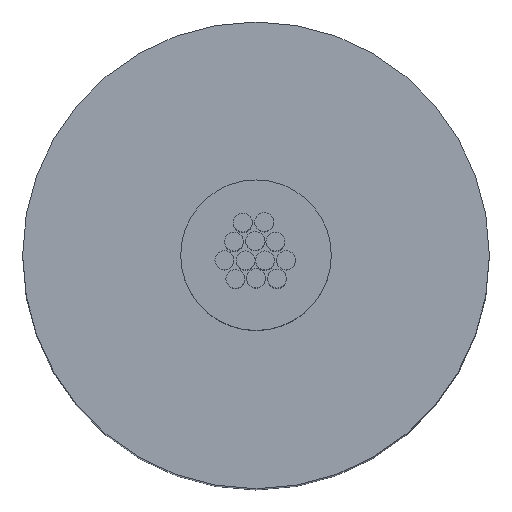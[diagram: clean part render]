
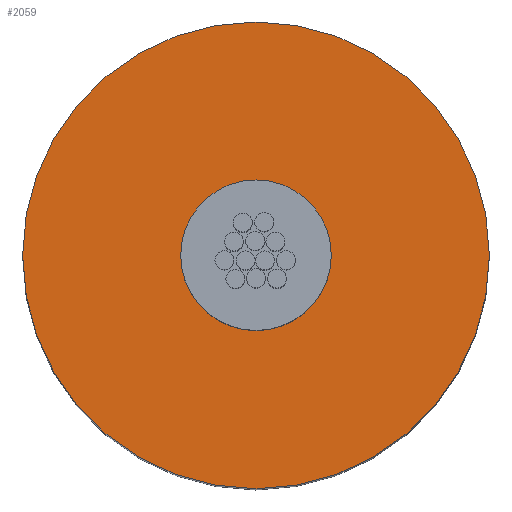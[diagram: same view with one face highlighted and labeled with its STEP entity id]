
A CAD part, top view. The second image highlights one B-rep face of the part: STEP entity #2059.
In plain terms, the highlighted planar face has unit normal (0, 0, 1).
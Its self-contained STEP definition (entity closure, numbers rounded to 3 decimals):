
#49 = EDGE_CURVE ( 'NONE', #3006, #622, #1597, .T. ) ;
#133 = AXIS2_PLACEMENT_3D ( 'NONE', #2967, #3207, #1022 ) ;
#308 = ORIENTED_EDGE ( 'NONE', *, *, #3113, .F. ) ;
#415 = CARTESIAN_POINT ( 'NONE',  ( 0., 0., 19.5 ) ) ;
#446 = DIRECTION ( 'NONE',  ( 1., 0., 0. ) ) ;
#495 = FACE_OUTER_BOUND ( 'NONE', #611, .T. ) ;
#581 = ORIENTED_EDGE ( 'NONE', *, *, #2665, .T. ) ;
#611 = EDGE_LOOP ( 'NONE', ( #1510, #581 ) ) ;
#622 = VERTEX_POINT ( 'NONE', #2113 ) ;
#673 = AXIS2_PLACEMENT_3D ( 'NONE', #415, #2379, #913 ) ;
#913 = DIRECTION ( 'NONE',  ( 1., 0., 0. ) ) ;
#955 = DIRECTION ( 'NONE',  ( 1., 0., 0. ) ) ;
#1022 = DIRECTION ( 'NONE',  ( 1., 0., 0. ) ) ;
#1052 = VERTEX_POINT ( 'NONE', #1687 ) ;
#1245 = AXIS2_PLACEMENT_3D ( 'NONE', #1387, #2632, #3118 ) ;
#1320 = EDGE_LOOP ( 'NONE', ( #3117, #308 ) ) ;
#1346 = PLANE ( 'NONE',  #3151 ) ;
#1387 = CARTESIAN_POINT ( 'NONE',  ( 0., 0., 19.5 ) ) ;
#1510 = ORIENTED_EDGE ( 'NONE', *, *, #49, .T. ) ;
#1597 = CIRCLE ( 'NONE', #133, 6.2 ) ;
#1616 = VERTEX_POINT ( 'NONE', #2362 ) ;
#1687 = CARTESIAN_POINT ( 'NONE',  ( 2., 0., 19.5 ) ) ;
#1714 = CARTESIAN_POINT ( 'NONE',  ( 0., 0., 19.5 ) ) ;
#1976 = CARTESIAN_POINT ( 'NONE',  ( 0., 0., 19.5 ) ) ;
#2015 = CIRCLE ( 'NONE', #673, 2. ) ;
#2059 = ADVANCED_FACE ( 'NONE', ( #495, #3045 ), #1346, .T. ) ;
#2113 = CARTESIAN_POINT ( 'NONE',  ( 6.2, 0., 19.5 ) ) ;
#2362 = CARTESIAN_POINT ( 'NONE',  ( -2., 0., 19.5 ) ) ;
#2379 = DIRECTION ( 'NONE',  ( 0., 0., 1. ) ) ;
#2559 = EDGE_CURVE ( 'NONE', #1616, #1052, #2966, .T. ) ;
#2632 = DIRECTION ( 'NONE',  ( 0., 0., 1. ) ) ;
#2637 = AXIS2_PLACEMENT_3D ( 'NONE', #1976, #2946, #955 ) ;
#2665 = EDGE_CURVE ( 'NONE', #622, #3006, #3111, .T. ) ;
#2837 = CARTESIAN_POINT ( 'NONE',  ( -6.2, 0., 19.5 ) ) ;
#2946 = DIRECTION ( 'NONE',  ( 0., 0., 1. ) ) ;
#2966 = CIRCLE ( 'NONE', #1245, 2. ) ;
#2967 = CARTESIAN_POINT ( 'NONE',  ( 0., 0., 19.5 ) ) ;
#3006 = VERTEX_POINT ( 'NONE', #2837 ) ;
#3045 = FACE_BOUND ( 'NONE', #1320, .T. ) ;
#3111 = CIRCLE ( 'NONE', #2637, 6.2 ) ;
#3113 = EDGE_CURVE ( 'NONE', #1052, #1616, #2015, .T. ) ;
#3117 = ORIENTED_EDGE ( 'NONE', *, *, #2559, .F. ) ;
#3118 = DIRECTION ( 'NONE',  ( 1., 0., 0. ) ) ;
#3151 = AXIS2_PLACEMENT_3D ( 'NONE', #1714, #3168, #446 ) ;
#3168 = DIRECTION ( 'NONE',  ( 0., 0., 1. ) ) ;
#3207 = DIRECTION ( 'NONE',  ( 0., 0., 1. ) ) ;
